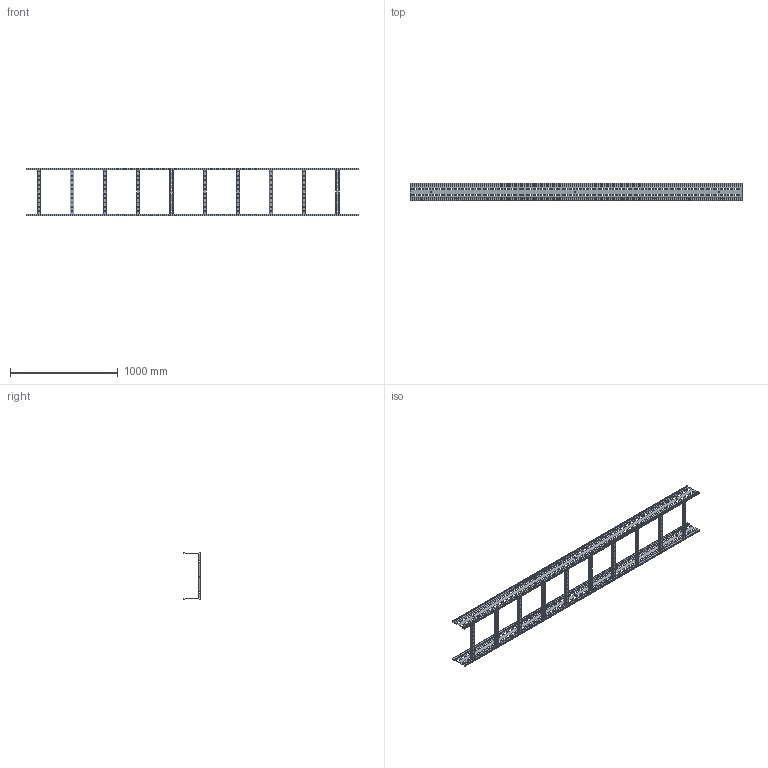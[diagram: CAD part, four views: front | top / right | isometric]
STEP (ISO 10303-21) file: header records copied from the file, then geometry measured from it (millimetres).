
FILE_DESCRIPTION(('FreeCAD Model'),'2;1');
FILE_NAME('Open CASCADE Shape Model','2025-04-30T21:27:33',('FreeCAD'),( 'FreeCAD'),'Open CASCADE STEP processor 7.6','FreeCAD','Unknown');
FILE_SCHEMA(('AUTOMOTIVE_DESIGN { 1 0 10303 214 1 1 1 1 }'));
Products named in the file (1): Open CASCADE STEP translator 7.6 1
Bounding box: 3075.78 x 157.31 x 440.86 mm (x, y, z)
Volume: 717347.9 mm3; surface area: 2824522.4 mm2
Topology: 12 solids, 12 shells, 2564 faces, 7156 edges, 4616 vertices
Faces by surface type: bspline 2564
Entity records: 75308 total; most frequent: CARTESIAN_POINT 32689, ORIENTED_EDGE 14312, EDGE_CURVE 7156, B_SPLINE_CURVE_WITH_KNOTS 5612, VERTEX_POINT 4616, FACE_BOUND 3264, EDGE_LOOP 3264, ADVANCED_FACE 2564
